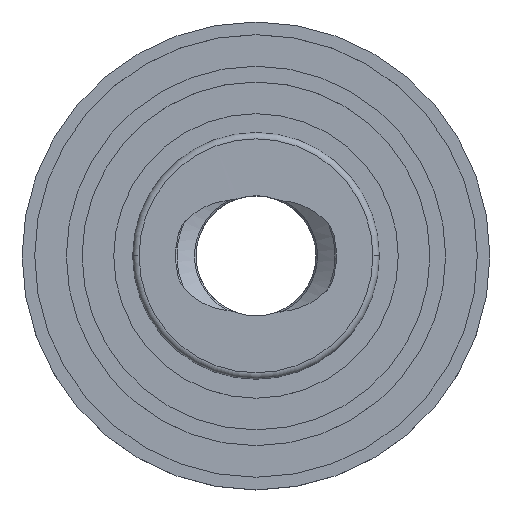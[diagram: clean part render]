
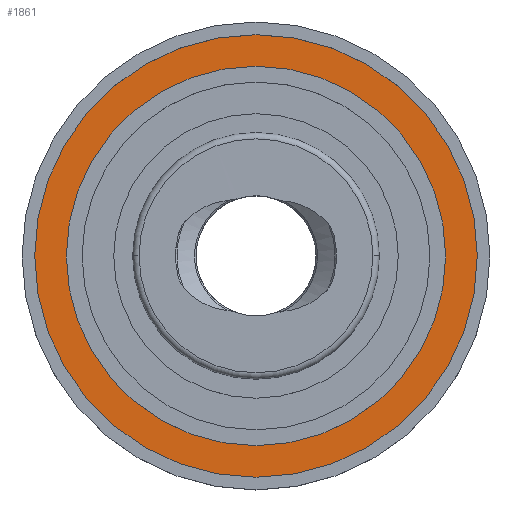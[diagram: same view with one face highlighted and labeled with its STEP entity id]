
A CAD part, top view. The second image highlights one B-rep face of the part: STEP entity #1861.
In plain terms, the highlighted planar face has unit normal (0, 0, 1).
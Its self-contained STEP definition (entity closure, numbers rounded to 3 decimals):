
#54 = CIRCLE ( 'NONE', #4154, 6. ) ;
#62 = CIRCLE ( 'NONE', #1710, 6. ) ;
#491 = CIRCLE ( 'NONE', #6266, 7. ) ;
#521 = EDGE_CURVE ( 'Ar�te7', #656, #4073, #54, .T. ) ;
#570 = VERTEX_POINT ( 'NONE', #6308 ) ;
#628 = DIRECTION ( 'NONE',  ( 0., 0., 1. ) ) ;
#656 = VERTEX_POINT ( 'NONE', #6257 ) ;
#700 = FACE_BOUND ( 'NONE', #847, .T. ) ;
#847 = EDGE_LOOP ( 'NONE', ( #2367, #7042 ) ) ;
#904 = CARTESIAN_POINT ( 'NONE',  ( -7., 0., -3. ) ) ;
#1164 = EDGE_CURVE ( 'NONE', #5240, #570, #7473, .T. ) ;
#1515 = FACE_OUTER_BOUND ( 'NONE', #1789, .T. ) ;
#1549 = DIRECTION ( 'NONE',  ( 1., 0., 0. ) ) ;
#1710 = AXIS2_PLACEMENT_3D ( 'NONE', #6940, #3499, #4702 ) ;
#1789 = EDGE_LOOP ( 'NONE', ( #6821, #2107 ) ) ;
#1861 = ADVANCED_FACE ( 'Face8', ( #700, #1515 ), #4252, .T. ) ;
#1971 = DIRECTION ( 'NONE',  ( 1., 0., 0. ) ) ;
#2107 = ORIENTED_EDGE ( 'NONE', *, *, #1164, .T. ) ;
#2247 = DIRECTION ( 'NONE',  ( 0., 0., 1. ) ) ;
#2302 = CARTESIAN_POINT ( 'NONE',  ( 0., 0., -3. ) ) ;
#2367 = ORIENTED_EDGE ( 'NONE', *, *, #4194, .F. ) ;
#2372 = CARTESIAN_POINT ( 'NONE',  ( 0., 0., -3. ) ) ;
#2691 = CARTESIAN_POINT ( 'NONE',  ( 0., 0., -3. ) ) ;
#2983 = CARTESIAN_POINT ( 'NONE',  ( 6., 0., -3. ) ) ;
#3228 = DIRECTION ( 'NONE',  ( 0., 0., 1. ) ) ;
#3430 = DIRECTION ( 'NONE',  ( 1., 0., 0. ) ) ;
#3499 = DIRECTION ( 'NONE',  ( 0., 0., 1. ) ) ;
#3697 = DIRECTION ( 'NONE',  ( 0., 0., 1. ) ) ;
#4073 = VERTEX_POINT ( 'NONE', #2983 ) ;
#4154 = AXIS2_PLACEMENT_3D ( 'NONE', #2302, #2247, #3430 ) ;
#4194 = EDGE_CURVE ( 'Ar�te7', #4073, #656, #62, .T. ) ;
#4252 = PLANE ( 'NONE',  #5610 ) ;
#4702 = DIRECTION ( 'NONE',  ( 1., 0., 0. ) ) ;
#5240 = VERTEX_POINT ( 'NONE', #904 ) ;
#5610 = AXIS2_PLACEMENT_3D ( 'NONE', #7143, #3697, #1971 ) ;
#6131 = EDGE_CURVE ( 'NONE', #570, #5240, #491, .T. ) ;
#6257 = CARTESIAN_POINT ( 'NONE',  ( -6., 0., -3. ) ) ;
#6266 = AXIS2_PLACEMENT_3D ( 'NONE', #2372, #628, #6378 ) ;
#6308 = CARTESIAN_POINT ( 'NONE',  ( 7., 0., -3. ) ) ;
#6378 = DIRECTION ( 'NONE',  ( 1., 0., 0. ) ) ;
#6403 = AXIS2_PLACEMENT_3D ( 'NONE', #2691, #3228, #1549 ) ;
#6821 = ORIENTED_EDGE ( 'NONE', *, *, #6131, .T. ) ;
#6940 = CARTESIAN_POINT ( 'NONE',  ( 0., 0., -3. ) ) ;
#7042 = ORIENTED_EDGE ( 'NONE', *, *, #521, .F. ) ;
#7143 = CARTESIAN_POINT ( 'NONE',  ( 0., 0., -3. ) ) ;
#7473 = CIRCLE ( 'NONE', #6403, 7. ) ;
